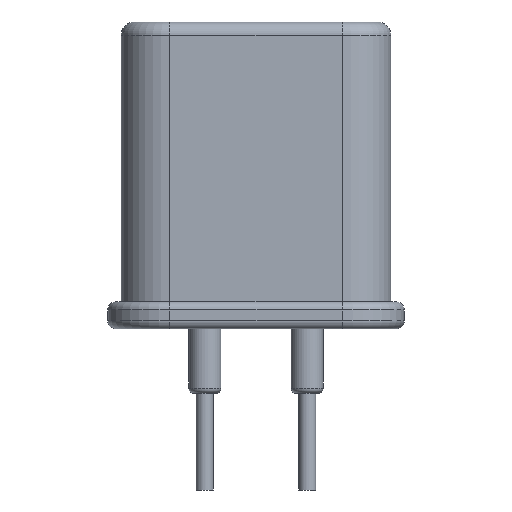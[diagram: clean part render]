
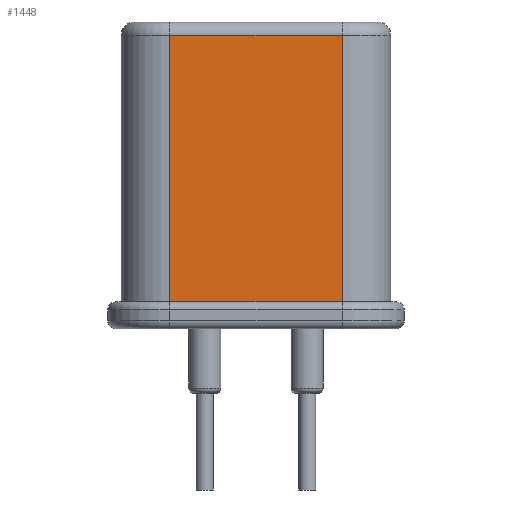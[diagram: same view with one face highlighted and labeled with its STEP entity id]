
A CAD part, front view. The second image highlights one B-rep face of the part: STEP entity #1448.
In plain terms, the highlighted planar face has unit normal (0, -1, 0).
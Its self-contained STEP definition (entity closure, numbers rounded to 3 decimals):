
#1202=CARTESIAN_POINT('',(-3.215,-1.81,3.41));
#1203=VERTEX_POINT('',#1202);
#1219=CARTESIAN_POINT('',(3.215,-1.81,3.41));
#1220=VERTEX_POINT('',#1219);
#1228=CARTESIAN_POINT('',(-3.215,-1.81,3.41));
#1229=DIRECTION('',(1.0,0.0,0.0));
#1230=VECTOR('',#1229,6.43);
#1231=LINE('',#1228,#1230);
#1232=EDGE_CURVE('',#1203,#1220,#1231,.T.);
#1251=CARTESIAN_POINT('',(3.215,-1.81,13.34));
#1252=VERTEX_POINT('',#1251);
#1260=CARTESIAN_POINT('',(3.215,-1.81,3.41));
#1261=DIRECTION('',(0.0,0.0,1.0));
#1262=VECTOR('',#1261,9.93);
#1263=LINE('',#1260,#1262);
#1264=EDGE_CURVE('',#1220,#1252,#1263,.T.);
#1331=CARTESIAN_POINT('',(-3.215,-1.81,13.34));
#1332=VERTEX_POINT('',#1331);
#1392=CARTESIAN_POINT('',(-3.215,-1.81,13.34));
#1393=DIRECTION('',(1.0,0.0,0.0));
#1394=VECTOR('',#1393,6.43);
#1395=LINE('',#1392,#1394);
#1396=EDGE_CURVE('',#1332,#1252,#1395,.T.);
#1414=CARTESIAN_POINT('',(-3.215,-1.81,3.41));
#1415=DIRECTION('',(0.0,0.0,1.0));
#1416=VECTOR('',#1415,9.93);
#1417=LINE('',#1414,#1416);
#1418=EDGE_CURVE('',#1203,#1332,#1417,.T.);
#1437=CARTESIAN_POINT('',(3.215,-1.81,2.91));
#1438=DIRECTION('',(0.0,-1.0,0.0));
#1439=DIRECTION('',(0.0,0.0,-1.0));
#1440=AXIS2_PLACEMENT_3D('',#1437,#1438,#1439);
#1441=PLANE('',#1440);
#1442=ORIENTED_EDGE('',*,*,#1232,.T.);
#1443=ORIENTED_EDGE('',*,*,#1264,.T.);
#1444=ORIENTED_EDGE('',*,*,#1396,.F.);
#1445=ORIENTED_EDGE('',*,*,#1418,.F.);
#1446=EDGE_LOOP('',(#1442,#1443,#1444,#1445));
#1447=FACE_OUTER_BOUND('',#1446,.T.);
#1448=ADVANCED_FACE('',(#1447),#1441,.T.);
